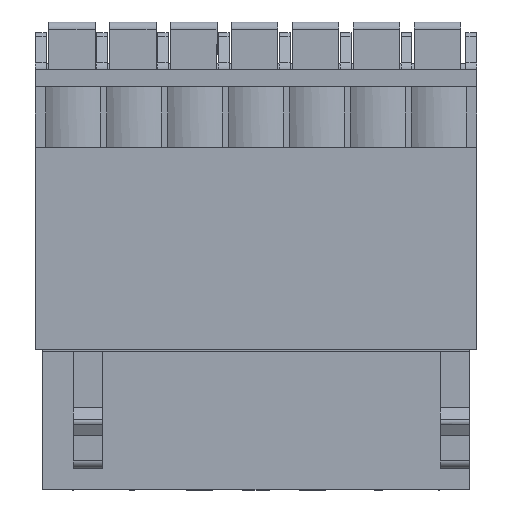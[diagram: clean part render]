
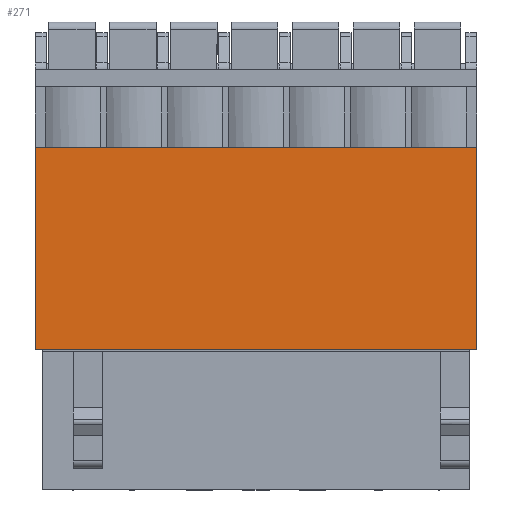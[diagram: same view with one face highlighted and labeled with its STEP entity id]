
A CAD part, front view. The second image highlights one B-rep face of the part: STEP entity #271.
In plain terms, the highlighted planar face has unit normal (0, -1, 0).
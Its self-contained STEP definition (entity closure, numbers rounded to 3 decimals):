
#244=AXIS2_PLACEMENT_3D('Plane Axis2P3D',#241,#242,#243) ;
#36=CARTESIAN_POINT('Line Origine',(0.,0.,9.9)) ;
#40=CARTESIAN_POINT('Vertex',(0.,0.,14.05)) ;
#42=CARTESIAN_POINT('Vertex',(0.,0.,5.75)) ;
#241=CARTESIAN_POINT('Axis2P3D Location',(0.,0.,14.05)) ;
#246=CARTESIAN_POINT('Line Origine',(9.05,0.,5.75)) ;
#250=CARTESIAN_POINT('Vertex',(18.1,0.,5.75)) ;
#253=CARTESIAN_POINT('Line Origine',(18.1,0.,9.9)) ;
#257=CARTESIAN_POINT('Vertex',(18.1,0.,14.05)) ;
#260=CARTESIAN_POINT('Line Origine',(9.05,0.,14.05)) ;
#37=DIRECTION('Vector Direction',(0.,0.,-1.)) ;
#242=DIRECTION('Axis2P3D Direction',(0.,-1.,0.)) ;
#243=DIRECTION('Axis2P3D XDirection',(0.,0.,-1.)) ;
#247=DIRECTION('Vector Direction',(1.,0.,0.)) ;
#254=DIRECTION('Vector Direction',(0.,0.,-1.)) ;
#261=DIRECTION('Vector Direction',(1.,0.,0.)) ;
#38=VECTOR('Line Direction',#37,1.) ;
#248=VECTOR('Line Direction',#247,1.) ;
#255=VECTOR('Line Direction',#254,1.) ;
#262=VECTOR('Line Direction',#261,1.) ;
#266=ORIENTED_EDGE('',*,*,#44,.T.) ;
#267=ORIENTED_EDGE('',*,*,#252,.T.) ;
#268=ORIENTED_EDGE('',*,*,#259,.F.) ;
#269=ORIENTED_EDGE('',*,*,#264,.F.) ;
#271=ADVANCED_FACE('MANIFOLD_SOLID_BREP #14524',(#270),#245,.T.) ;
#44=EDGE_CURVE('',#41,#43,#39,.T.) ;
#252=EDGE_CURVE('',#43,#251,#249,.T.) ;
#259=EDGE_CURVE('',#258,#251,#256,.T.) ;
#264=EDGE_CURVE('',#41,#258,#263,.T.) ;
#265=EDGE_LOOP('',(#266,#267,#268,#269)) ;
#270=FACE_OUTER_BOUND('',#265,.T.) ;
#39=LINE('Line',#36,#38) ;
#249=LINE('Line',#246,#248) ;
#256=LINE('Line',#253,#255) ;
#263=LINE('Line',#260,#262) ;
#245=PLANE('',#244) ;
#41=VERTEX_POINT('',#40) ;
#43=VERTEX_POINT('',#42) ;
#251=VERTEX_POINT('',#250) ;
#258=VERTEX_POINT('',#257) ;
